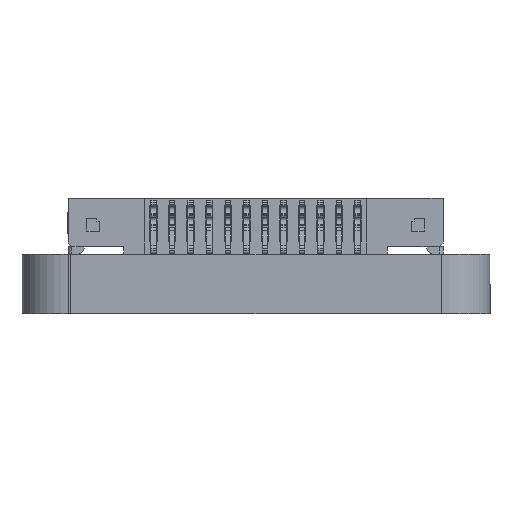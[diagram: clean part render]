
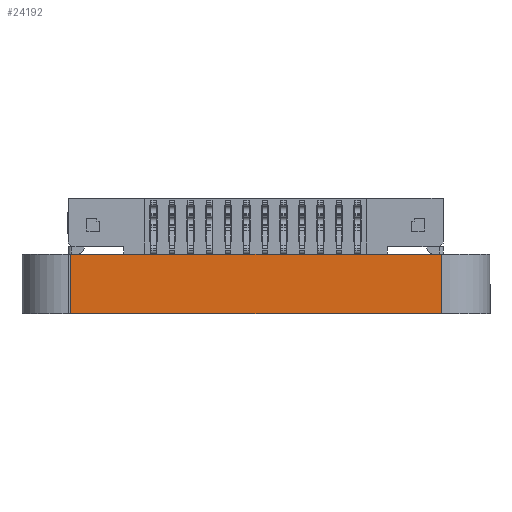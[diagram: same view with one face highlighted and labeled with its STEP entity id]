
A CAD part, left-side view. The second image highlights one B-rep face of the part: STEP entity #24192.
In plain terms, the highlighted planar face has unit normal (-1, 0, 0).
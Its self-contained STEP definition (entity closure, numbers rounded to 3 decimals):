
#1112=PLANE('',#26116);
#2251=FACE_OUTER_BOUND('',#3460,.T.);
#3460=EDGE_LOOP('',(#21224,#21225,#21226,#21227));
#6697=LINE('',#40127,#9076);
#6698=LINE('',#40131,#9077);
#6699=LINE('',#40133,#9078);
#6700=LINE('',#40134,#9079);
#9076=VECTOR('',#32271,1.);
#9077=VECTOR('',#32276,1.);
#9078=VECTOR('',#32277,1.);
#9079=VECTOR('',#32278,1.);
#11271=VERTEX_POINT('',#40124);
#11272=VERTEX_POINT('',#40126);
#11273=VERTEX_POINT('',#40130);
#11274=VERTEX_POINT('',#40132);
#14602=EDGE_CURVE('',#11272,#11271,#6697,.T.);
#14604=EDGE_CURVE('',#11271,#11273,#6698,.T.);
#14605=EDGE_CURVE('',#11274,#11273,#6699,.T.);
#14606=EDGE_CURVE('',#11272,#11274,#6700,.T.);
#21224=ORIENTED_EDGE('',*,*,#14602,.T.);
#21225=ORIENTED_EDGE('',*,*,#14604,.T.);
#21226=ORIENTED_EDGE('',*,*,#14605,.F.);
#21227=ORIENTED_EDGE('',*,*,#14606,.F.);
#24192=ADVANCED_FACE('',(#2251),#1112,.T.);
#26116=AXIS2_PLACEMENT_3D('',#40129,#32274,#32275);
#32271=DIRECTION('',(0.,0.,1.));
#32274=DIRECTION('center_axis',(-1.,0.,0.));
#32275=DIRECTION('ref_axis',(0.,1.,0.));
#32276=DIRECTION('',(0.,1.,0.));
#32277=DIRECTION('',(0.,0.,1.));
#32278=DIRECTION('',(0.,1.,0.));
#40124=CARTESIAN_POINT('',(0.2,1.512,1.6));
#40126=CARTESIAN_POINT('',(0.2,1.512,0.));
#40127=CARTESIAN_POINT('',(0.2,1.512,0.));
#40129=CARTESIAN_POINT('Origin',(0.2,1.512,0.));
#40130=CARTESIAN_POINT('',(0.2,11.49,1.6));
#40131=CARTESIAN_POINT('',(0.2,1.512,1.6));
#40132=CARTESIAN_POINT('',(0.2,11.49,0.));
#40133=CARTESIAN_POINT('',(0.2,11.49,0.));
#40134=CARTESIAN_POINT('',(0.2,1.512,0.));
